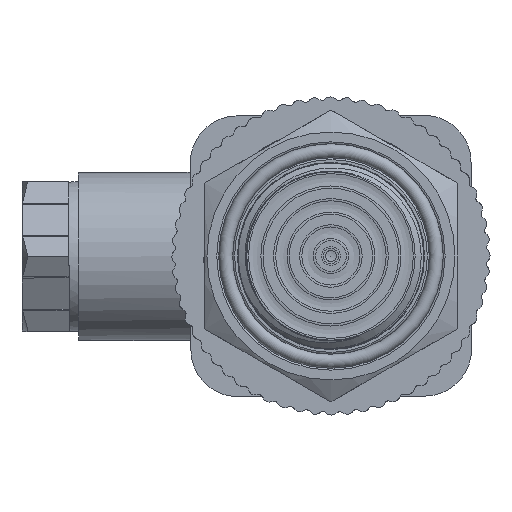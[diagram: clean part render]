
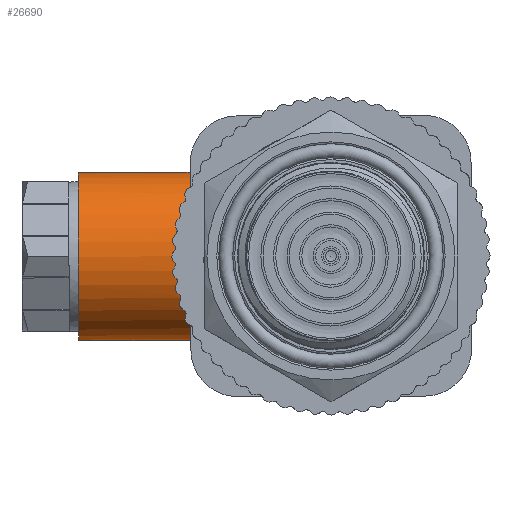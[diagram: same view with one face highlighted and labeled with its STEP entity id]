
A CAD part, left-side view. The second image highlights one B-rep face of the part: STEP entity #26690.
In plain terms, the highlighted cylindrical face has radius 9 mm (diameter 18 mm), a full revolution.
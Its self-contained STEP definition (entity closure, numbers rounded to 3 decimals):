
#1321=B_SPLINE_CURVE_WITH_KNOTS('',3,(#60354,#60355,#60356,#60357,#60358,
#60359,#60360,#60361,#60362,#60363),.UNSPECIFIED.,.F.,.F.,(4,2,1,1,1,1,
4),(-0.002,0.,0.204,0.408,0.611,
0.815,1.019),.UNSPECIFIED.);
#1322=B_SPLINE_CURVE_WITH_KNOTS('',3,(#60432,#60433,#60434,#60435,#60436,
#60437,#60438,#60439,#60440,#60441,#60442,#60443),.UNSPECIFIED.,.F.,.F.,
(4,1,1,1,1,1,1,2,4),(0.,0.204,0.306,
0.408,0.509,0.611,0.815,
1.019,1.02),.UNSPECIFIED.);
#3390=FACE_OUTER_BOUND('',#4896,.T.);
#4896=EDGE_LOOP('',(#19986,#19987,#19988,#19989,#19990,#19991,#19992));
#6629=LINE('',#60771,#8717);
#8717=VECTOR('',#30618,9.);
#10359=CIRCLE('',#28079,9.);
#10360=CIRCLE('',#28080,9.);
#10385=CIRCLE('',#28161,9.);
#11312=VERTEX_POINT('',#57835);
#11573=VERTEX_POINT('',#60352);
#11574=VERTEX_POINT('',#60365);
#11576=VERTEX_POINT('',#60369);
#11667=VERTEX_POINT('',#60769);
#14633=EDGE_CURVE('',#11312,#11573,#1321,.T.);
#14636=EDGE_CURVE('',#11573,#11576,#10359,.T.);
#14637=EDGE_CURVE('',#11576,#11574,#10360,.T.);
#14638=EDGE_CURVE('',#11574,#11312,#1322,.T.);
#14783=EDGE_CURVE('',#11667,#11667,#10385,.T.);
#14784=EDGE_CURVE('',#11667,#11576,#6629,.T.);
#19986=ORIENTED_EDGE('',*,*,#14783,.F.);
#19987=ORIENTED_EDGE('',*,*,#14784,.T.);
#19988=ORIENTED_EDGE('',*,*,#14636,.F.);
#19989=ORIENTED_EDGE('',*,*,#14633,.F.);
#19990=ORIENTED_EDGE('',*,*,#14638,.F.);
#19991=ORIENTED_EDGE('',*,*,#14637,.F.);
#19992=ORIENTED_EDGE('',*,*,#14784,.F.);
#26140=CYLINDRICAL_SURFACE('',#28160,9.);
#26690=ADVANCED_FACE('',(#3390),#26140,.T.);
#28079=AXIS2_PLACEMENT_3D('',#60370,#30345,#30346);
#28080=AXIS2_PLACEMENT_3D('',#60371,#30347,#30348);
#28160=AXIS2_PLACEMENT_3D('',#60768,#30614,#30615);
#28161=AXIS2_PLACEMENT_3D('',#60770,#30616,#30617);
#30345=DIRECTION('center_axis',(0.,0.,-1.));
#30346=DIRECTION('ref_axis',(1.,0.,0.));
#30347=DIRECTION('center_axis',(0.,0.,-1.));
#30348=DIRECTION('ref_axis',(1.,0.,0.));
#30614=DIRECTION('center_axis',(0.,0.,1.));
#30615=DIRECTION('ref_axis',(-1.,0.,0.));
#30616=DIRECTION('center_axis',(0.,0.,1.));
#30617=DIRECTION('ref_axis',(-1.,0.,0.));
#30618=DIRECTION('',(0.,0.,-1.));
#57835=CARTESIAN_POINT('',(-28.,0.,10.5));
#60352=CARTESIAN_POINT('',(-24.4,7.2,14.5));
#60354=CARTESIAN_POINT('Ctrl Pts',(-28.,0.,10.5));
#60355=CARTESIAN_POINT('Ctrl Pts',(-28.,0.004,10.503));
#60356=CARTESIAN_POINT('Ctrl Pts',(-28.,0.008,
10.505));
#60357=CARTESIAN_POINT('Ctrl Pts',(-27.999,0.528,
10.871));
#60358=CARTESIAN_POINT('Ctrl Pts',(-27.909,1.565,11.599));
#60359=CARTESIAN_POINT('Ctrl Pts',(-27.501,3.098,12.639));
#60360=CARTESIAN_POINT('Ctrl Pts',(-26.801,4.592,13.566));
#60361=CARTESIAN_POINT('Ctrl Pts',(-25.787,6.,14.28));
#60362=CARTESIAN_POINT('Ctrl Pts',(-24.889,6.833,14.5));
#60363=CARTESIAN_POINT('Ctrl Pts',(-24.4,7.2,14.5));
#60365=CARTESIAN_POINT('',(-24.4,-7.2,14.5));
#60369=CARTESIAN_POINT('',(-10.,0.,14.5));
#60370=CARTESIAN_POINT('Origin',(-19.,0.,14.5));
#60371=CARTESIAN_POINT('Origin',(-19.,0.,14.5));
#60432=CARTESIAN_POINT('Ctrl Pts',(-24.4,-7.2,14.5));
#60433=CARTESIAN_POINT('Ctrl Pts',(-24.889,-6.833,
14.5));
#60434=CARTESIAN_POINT('Ctrl Pts',(-25.563,-6.207,
14.335));
#60435=CARTESIAN_POINT('Ctrl Pts',(-26.294,-5.296,
13.923));
#60436=CARTESIAN_POINT('Ctrl Pts',(-26.763,-4.579,
13.539));
#60437=CARTESIAN_POINT('Ctrl Pts',(-27.15,-3.846,
13.104));
#60438=CARTESIAN_POINT('Ctrl Pts',(-27.569,-2.842,
12.466));
#60439=CARTESIAN_POINT('Ctrl Pts',(-27.909,-1.565,
11.6));
#60440=CARTESIAN_POINT('Ctrl Pts',(-27.999,-0.528,
10.871));
#60441=CARTESIAN_POINT('Ctrl Pts',(-28.,-0.008,
10.505));
#60442=CARTESIAN_POINT('Ctrl Pts',(-28.,-0.004,10.503));
#60443=CARTESIAN_POINT('Ctrl Pts',(-28.,0.,10.5));
#60768=CARTESIAN_POINT('Origin',(-19.,0.,13.5));
#60769=CARTESIAN_POINT('',(-10.,0.,27.));
#60770=CARTESIAN_POINT('Origin',(-19.,0.,27.));
#60771=CARTESIAN_POINT('',(-10.,0.,13.5));
